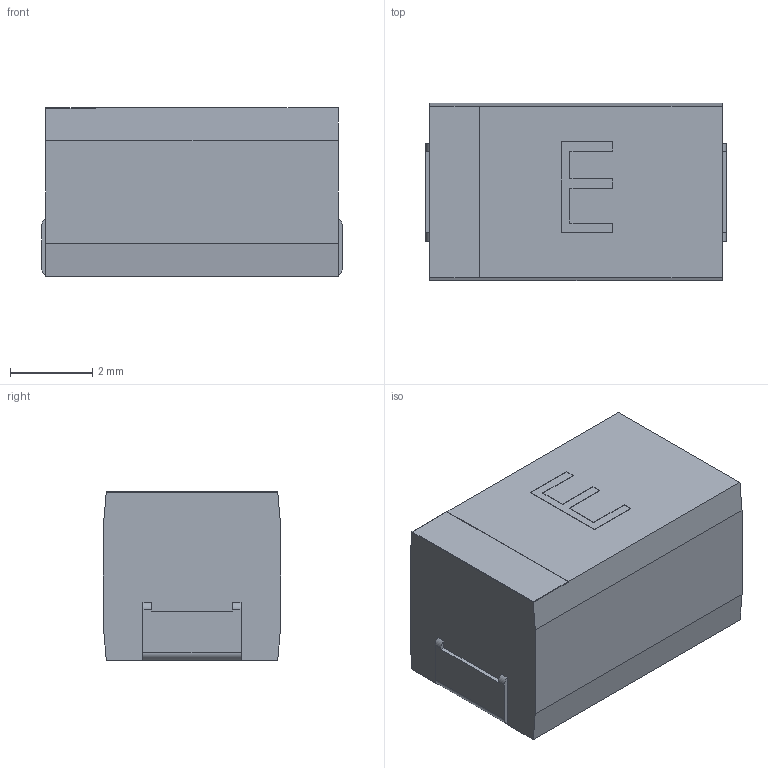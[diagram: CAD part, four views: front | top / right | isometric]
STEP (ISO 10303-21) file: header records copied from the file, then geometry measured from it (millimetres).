
FILE_DESCRIPTION (( 'STEP AP214' ), '1' );
FILE_NAME ('TAJ-E.STEP', '2008-07-31T11:54:30', ( 'j' ), ( '' ), 'SwSTEP 2.0', 'SolidWorks 2004231', '' );
FILE_SCHEMA (( 'AUTOMOTIVE_DESIGN' ));
Length unit declared in the file: millimetre
Products named in the file (1): TAJ-E
Bounding box: 7.3 x 4.3 x 4.1 mm (x, y, z)
Volume: 124.9 mm3; surface area: 165.7 mm2
Topology: 2 solids, 2 shells, 61 faces, 168 edges, 112 vertices
Faces by surface type: plane 55, cylinder 6
Entity records: 2122 total; most frequent: CARTESIAN_POINT 342, ORIENTED_EDGE 336, DIRECTION 304, EDGE_CURVE 168, VECTOR 156, LINE 156, VERTEX_POINT 112, AXIS2_PLACEMENT_3D 74
